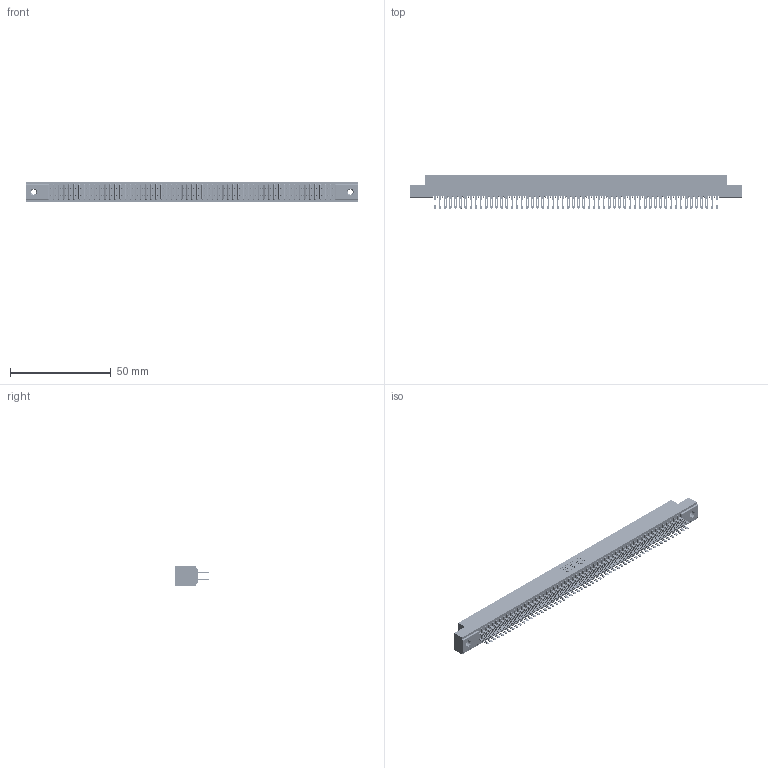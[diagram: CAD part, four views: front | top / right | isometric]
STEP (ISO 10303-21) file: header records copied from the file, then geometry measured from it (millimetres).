
FILE_DESCRIPTION (( 'STEP AP203' ), '1' );
FILE_NAME ('341-112-500-207.STEP', '2018-08-08T12:59:03', ( '' ), ( '' ), 'SwSTEP 2.0', 'SolidWorks 2016', '' );
FILE_SCHEMA (( 'CONFIG_CONTROL_DESIGN' ));
Length unit declared in the file: inch
Products named in the file (4): 341 Part_.156 (3.96) Dia Mounting Holes; 341-292-001_341-292-100; 345-250-001_345-250-005-103; 341-112-500-207
Assembly tree (115 placements, depth 2):
  341-112-500-207
    341 Part_.156 (3.96) Dia Mounting Holes
    341-292-001_341-292-100  x112
    345-250-001_345-250-005-103  x2
Bounding box: 164.47 x 16.69 x 10.16 mm (x, y, z)
Volume: 12288.4 mm3; surface area: 23224.5 mm2
Topology: 115 solids, 115 shells, 7568 faces, 21900 edges, 14178 vertices
Faces by surface type: plane 4356, cylinder 2972, sphere 114, torus 114, cone 12
Entity records: 67100 total; most frequent: CARTESIAN_POINT 11135, ORIENTED_EDGE 11060, DIRECTION 10810, EDGE_CURVE 5530, VECTOR 4476, LINE 4476, VERTEX_POINT 3492, AXIS2_PLACEMENT_3D 3167
